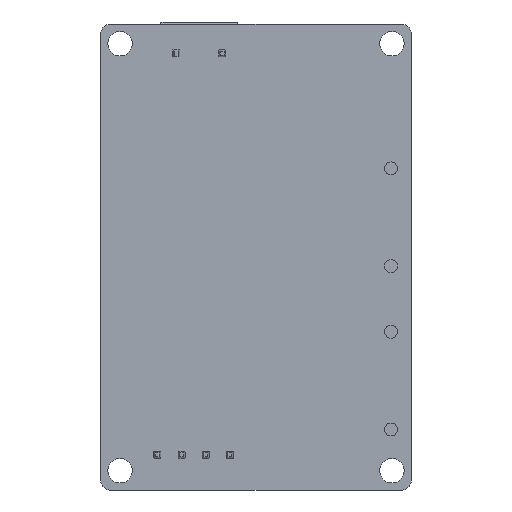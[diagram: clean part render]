
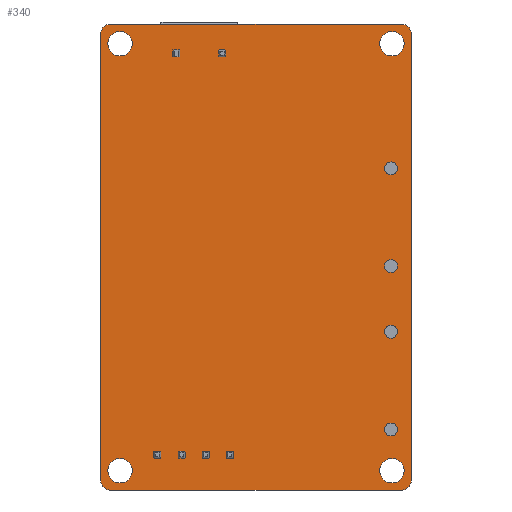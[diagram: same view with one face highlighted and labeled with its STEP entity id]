
A CAD part, front view. The second image highlights one B-rep face of the part: STEP entity #340.
In plain terms, the highlighted planar face has unit normal (0, -1, 0).
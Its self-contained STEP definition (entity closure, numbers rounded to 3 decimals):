
#13=CARTESIAN_POINT('',(23.9,0.,36.6));
#14=DIRECTION('',(0.,-1.,0.));
#15=DIRECTION('',(1.,0.,0.));
#16=AXIS2_PLACEMENT_3D('',#13,#14,#15);
#18=DIRECTION('',(0.,0.,-1.));
#19=VECTOR('',#18,73.2);
#20=CARTESIAN_POINT('',(25.4,0.,36.6));
#21=LINE('',#20,#19);
#22=CARTESIAN_POINT('',(23.9,0.,-36.6));
#23=DIRECTION('',(0.,-1.,0.));
#24=DIRECTION('',(0.,0.,-1.));
#25=AXIS2_PLACEMENT_3D('',#22,#23,#24);
#27=DIRECTION('',(-1.,0.,0.));
#28=VECTOR('',#27,47.8);
#29=CARTESIAN_POINT('',(23.9,0.,-38.1));
#30=LINE('',#29,#28);
#31=CARTESIAN_POINT('',(-23.9,0.,-36.6));
#32=DIRECTION('',(0.,-1.,0.));
#33=DIRECTION('',(-1.,0.,0.));
#34=AXIS2_PLACEMENT_3D('',#31,#32,#33);
#36=DIRECTION('',(0.,0.,1.));
#37=VECTOR('',#36,73.2);
#38=CARTESIAN_POINT('',(-25.4,0.,-36.6));
#39=LINE('',#38,#37);
#40=CARTESIAN_POINT('',(-23.9,0.,36.6));
#41=DIRECTION('',(0.,-1.,0.));
#42=DIRECTION('',(0.,0.,1.));
#43=AXIS2_PLACEMENT_3D('',#40,#41,#42);
#45=DIRECTION('',(1.,0.,0.));
#46=VECTOR('',#45,47.8);
#47=CARTESIAN_POINT('',(-23.9,0.,38.1));
#48=LINE('',#47,#46);
#49=CARTESIAN_POINT('',(-22.25,0.,-34.95));
#50=DIRECTION('',(0.,1.,0.));
#51=DIRECTION('',(1.,0.,0.));
#52=AXIS2_PLACEMENT_3D('',#49,#50,#51);
#54=CARTESIAN_POINT('',(-22.25,0.,-34.95));
#55=DIRECTION('',(0.,1.,0.));
#56=DIRECTION('',(-1.,0.,0.));
#57=AXIS2_PLACEMENT_3D('',#54,#55,#56);
#59=CARTESIAN_POINT('',(22.25,0.,-34.95));
#60=DIRECTION('',(0.,1.,0.));
#61=DIRECTION('',(1.,0.,0.));
#62=AXIS2_PLACEMENT_3D('',#59,#60,#61);
#64=CARTESIAN_POINT('',(22.25,0.,-34.95));
#65=DIRECTION('',(0.,1.,0.));
#66=DIRECTION('',(-1.,0.,0.));
#67=AXIS2_PLACEMENT_3D('',#64,#65,#66);
#69=CARTESIAN_POINT('',(-22.25,0.,34.95));
#70=DIRECTION('',(0.,1.,0.));
#71=DIRECTION('',(1.,0.,0.));
#72=AXIS2_PLACEMENT_3D('',#69,#70,#71);
#74=CARTESIAN_POINT('',(-22.25,0.,34.95));
#75=DIRECTION('',(0.,1.,0.));
#76=DIRECTION('',(-1.,0.,0.));
#77=AXIS2_PLACEMENT_3D('',#74,#75,#76);
#79=CARTESIAN_POINT('',(22.25,0.,34.95));
#80=DIRECTION('',(0.,1.,0.));
#81=DIRECTION('',(1.,0.,0.));
#82=AXIS2_PLACEMENT_3D('',#79,#80,#81);
#84=CARTESIAN_POINT('',(22.25,0.,34.95));
#85=DIRECTION('',(0.,1.,0.));
#86=DIRECTION('',(-1.,0.,0.));
#87=AXIS2_PLACEMENT_3D('',#84,#85,#86);
#229=CARTESIAN_POINT('',(25.4,0.,36.6));
#230=CARTESIAN_POINT('',(23.9,0.,38.1));
#231=VERTEX_POINT('',#229);
#232=VERTEX_POINT('',#230);
#237=CARTESIAN_POINT('',(-23.9,0.,38.1));
#238=CARTESIAN_POINT('',(-25.4,0.,36.6));
#239=VERTEX_POINT('',#237);
#240=VERTEX_POINT('',#238);
#245=CARTESIAN_POINT('',(-25.4,0.,-36.6));
#246=CARTESIAN_POINT('',(-23.9,0.,-38.1));
#247=VERTEX_POINT('',#245);
#248=VERTEX_POINT('',#246);
#253=CARTESIAN_POINT('',(23.9,0.,-38.1));
#254=CARTESIAN_POINT('',(25.4,0.,-36.6));
#255=VERTEX_POINT('',#253);
#256=VERTEX_POINT('',#254);
#261=CARTESIAN_POINT('',(-20.25,0.,-34.95));
#262=CARTESIAN_POINT('',(-24.25,0.,-34.95));
#263=VERTEX_POINT('',#261);
#264=VERTEX_POINT('',#262);
#265=CARTESIAN_POINT('',(24.25,0.,-34.95));
#266=CARTESIAN_POINT('',(20.25,0.,-34.95));
#267=VERTEX_POINT('',#265);
#268=VERTEX_POINT('',#266);
#269=CARTESIAN_POINT('',(-20.25,0.,34.95));
#270=CARTESIAN_POINT('',(-24.25,0.,34.95));
#271=VERTEX_POINT('',#269);
#272=VERTEX_POINT('',#270);
#273=CARTESIAN_POINT('',(24.25,0.,34.95));
#274=CARTESIAN_POINT('',(20.25,0.,34.95));
#275=VERTEX_POINT('',#273);
#276=VERTEX_POINT('',#274);
#293=CARTESIAN_POINT('',(0.,0.,0.));
#294=DIRECTION('',(0.,1.,0.));
#295=DIRECTION('',(1.,0.,0.));
#296=AXIS2_PLACEMENT_3D('',#293,#294,#295);
#297=PLANE('',#296);
#299=ORIENTED_EDGE('',*,*,#298,.F.);
#301=ORIENTED_EDGE('',*,*,#300,.T.);
#303=ORIENTED_EDGE('',*,*,#302,.F.);
#305=ORIENTED_EDGE('',*,*,#304,.T.);
#307=ORIENTED_EDGE('',*,*,#306,.F.);
#309=ORIENTED_EDGE('',*,*,#308,.T.);
#311=ORIENTED_EDGE('',*,*,#310,.F.);
#313=ORIENTED_EDGE('',*,*,#312,.T.);
#314=EDGE_LOOP('',(#299,#301,#303,#305,#307,#309,#311,#313));
#315=FACE_OUTER_BOUND('',#314,.F.);
#317=ORIENTED_EDGE('',*,*,#316,.F.);
#319=ORIENTED_EDGE('',*,*,#318,.F.);
#320=EDGE_LOOP('',(#317,#319));
#321=FACE_BOUND('',#320,.F.);
#323=ORIENTED_EDGE('',*,*,#322,.F.);
#325=ORIENTED_EDGE('',*,*,#324,.F.);
#326=EDGE_LOOP('',(#323,#325));
#327=FACE_BOUND('',#326,.F.);
#329=ORIENTED_EDGE('',*,*,#328,.F.);
#331=ORIENTED_EDGE('',*,*,#330,.F.);
#332=EDGE_LOOP('',(#329,#331));
#333=FACE_BOUND('',#332,.F.);
#335=ORIENTED_EDGE('',*,*,#334,.F.);
#337=ORIENTED_EDGE('',*,*,#336,.F.);
#338=EDGE_LOOP('',(#335,#337));
#339=FACE_BOUND('',#338,.F.);
#17=CIRCLE('',#16,1.5);
#26=CIRCLE('',#25,1.5);
#35=CIRCLE('',#34,1.5);
#44=CIRCLE('',#43,1.5);
#53=CIRCLE('',#52,2.);
#58=CIRCLE('',#57,2.);
#63=CIRCLE('',#62,2.);
#68=CIRCLE('',#67,2.);
#73=CIRCLE('',#72,2.);
#78=CIRCLE('',#77,2.);
#83=CIRCLE('',#82,2.);
#88=CIRCLE('',#87,2.);
#298=EDGE_CURVE('',#231,#232,#17,.T.);
#300=EDGE_CURVE('',#231,#256,#21,.T.);
#302=EDGE_CURVE('',#255,#256,#26,.T.);
#304=EDGE_CURVE('',#255,#248,#30,.T.);
#306=EDGE_CURVE('',#247,#248,#35,.T.);
#308=EDGE_CURVE('',#247,#240,#39,.T.);
#310=EDGE_CURVE('',#239,#240,#44,.T.);
#312=EDGE_CURVE('',#239,#232,#48,.T.);
#316=EDGE_CURVE('',#263,#264,#53,.T.);
#318=EDGE_CURVE('',#264,#263,#58,.T.);
#322=EDGE_CURVE('',#267,#268,#63,.T.);
#324=EDGE_CURVE('',#268,#267,#68,.T.);
#328=EDGE_CURVE('',#271,#272,#73,.T.);
#330=EDGE_CURVE('',#272,#271,#78,.T.);
#334=EDGE_CURVE('',#275,#276,#83,.T.);
#336=EDGE_CURVE('',#276,#275,#88,.T.);
#340=ADVANCED_FACE('',(#315,#321,#327,#333,#339),#297,.F.);
